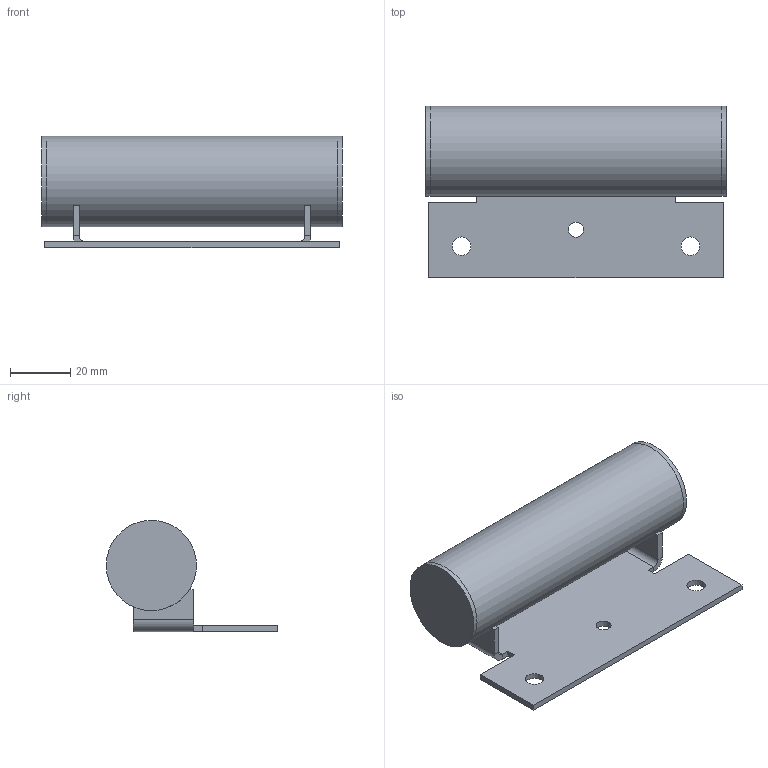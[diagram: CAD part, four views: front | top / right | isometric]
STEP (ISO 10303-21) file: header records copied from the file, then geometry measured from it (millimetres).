
FILE_DESCRIPTION(('STEP AP242'), '1');
FILE_NAME('Åõ ÄÂÃ 102 áëîê ìàãíèòà, ôðîíòàëüíûé, òèïîâîé ðàçìåð, öèëèíäð', '', ('UNSPECIFIED'), ('UNSPECIFIED'), 'C3D Converter', 'C3D Toolkit', '');
FILE_SCHEMA(('AP242_MANAGED_MODEL_BASED_3D_ENGINEERING_MIM_LF { 1 0 10303 442 1 1 4 }'));
Length unit declared in the file: millimetre
Products named in the file (7): ПАШК.684119.114-100; ПАШК.745312.114-01; ПАШК.715141.114; ПАШК.757159.114-100; ПАШК.757164.114; ПАШК.713111.114; ПАШЕ.711615.114
Assembly tree (8 placements, depth 3):
  ПАШК.684119.114-100
    ПАШК.745312.114-01
    ПАШК.715141.114
    ПАШК.757159.114-100
      ПАШК.757164.114
      ПАШК.713111.114  x2
    ПАШЕ.711615.114  x2
Bounding box: 100 x 57 x 37 mm (x, y, z)
Volume: 70802 mm3; surface area: 40899.6 mm2
Topology: 7 solids, 7 shells, 70 faces, 132 edges, 82 vertices
Faces by surface type: plane 46, cylinder 22, cone 2
Full cylindrical faces by diameter (mm): 5 x1, 6.2 x2, 25 x3, 27 x3, 28.2 x4, 30 x3
Entity records: 3495 total; most frequent: DIRECTION 614, CARTESIAN_POINT 414, AXIS2_PLACEMENT_3D 273, ORIENTED_EDGE 210, EXTERNALLY_DEFINED_TEXT_FONT 156, EXTERNAL_SOURCE 156, TEXT_LITERAL_WITH_EXTENT 114, PLANAR_EXTENT 114
